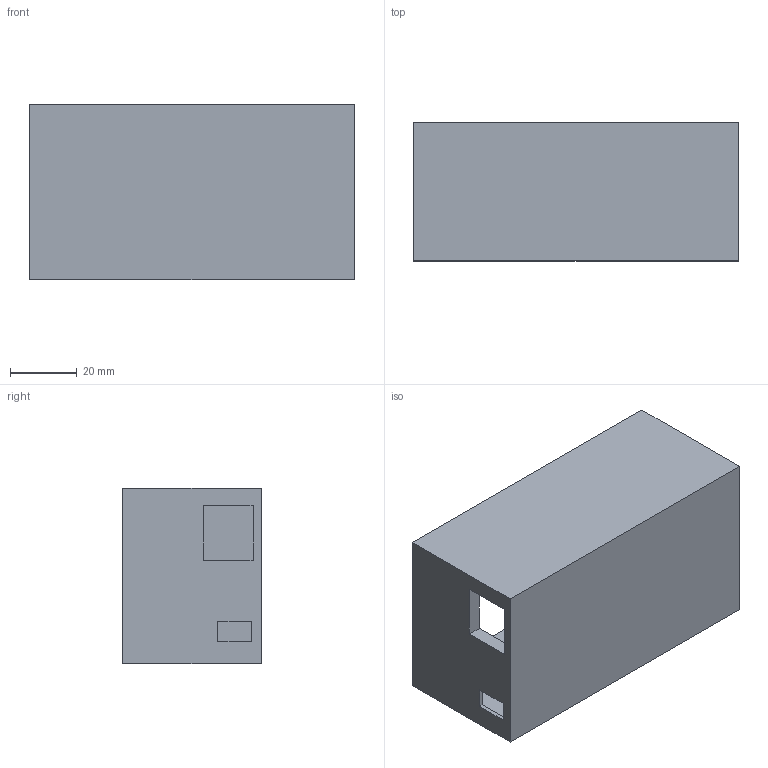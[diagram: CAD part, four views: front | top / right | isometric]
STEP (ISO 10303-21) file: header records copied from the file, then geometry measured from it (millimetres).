
FILE_DESCRIPTION (( 'STEP AP203' ), '1' );
FILE_NAME ('16_NEMA_electronicsbox.step', '2021-01-10T11:52:57', ( '' ), ( '' ), 'SwSTEP 2.0', 'SolidWorks 2020', '' );
FILE_SCHEMA (( 'CONFIG_CONTROL_DESIGN' ));
Length unit declared in the file: millimetre
Products named in the file (1): 16_NEMA_electronicsbox
Bounding box: 97 x 41.28 x 52.4 mm (x, y, z)
Volume: 18654.1 mm3; surface area: 34485.5 mm2
Topology: 1 solids, 1 shells, 58 faces, 145 edges, 94 vertices
Faces by surface type: plane 42, cylinder 16
Entity records: 1818 total; most frequent: CARTESIAN_POINT 298, DIRECTION 295, ORIENTED_EDGE 290, EDGE_CURVE 145, LINE 113, VECTOR 113, VERTEX_POINT 94, AXIS2_PLACEMENT_3D 91
